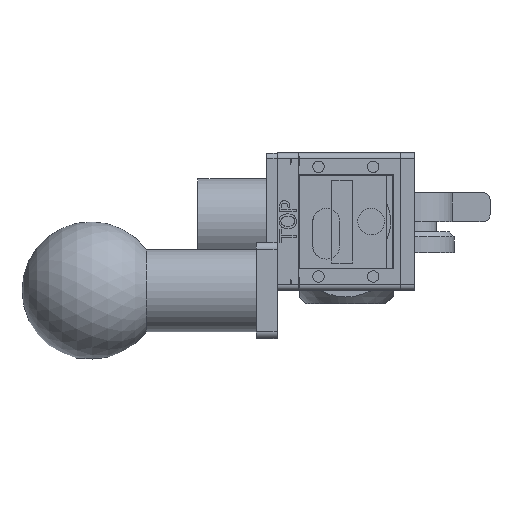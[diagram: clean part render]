
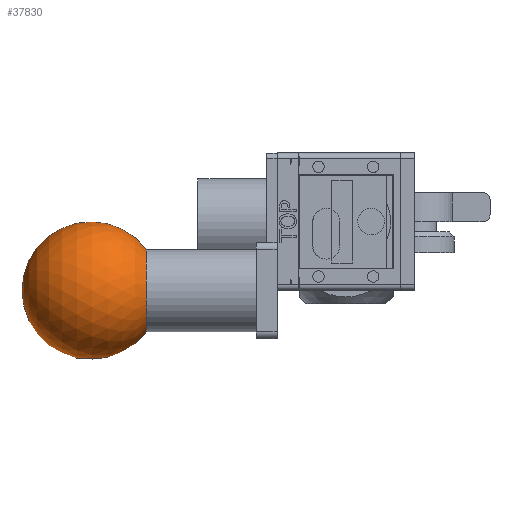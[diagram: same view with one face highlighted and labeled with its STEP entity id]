
A CAD part, left-side view. The second image highlights one B-rep face of the part: STEP entity #37830.
In plain terms, the highlighted spherical face has radius 25 mm.
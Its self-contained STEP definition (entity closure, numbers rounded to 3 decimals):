
#168=SPHERICAL_SURFACE('',#41067,25.);
#3112=CIRCLE('',#41068,15.);
#3113=CIRCLE('',#41069,25.);
#4916=FACE_OUTER_BOUND('',#7396,.T.);
#7396=EDGE_LOOP('',(#30524,#30525,#30526));
#17594=VERTEX_POINT('',#63167);
#17595=VERTEX_POINT('',#63169);
#22159=EDGE_CURVE('',#17594,#17594,#3112,.T.);
#22160=EDGE_CURVE('',#17595,#17594,#3113,.T.);
#30524=ORIENTED_EDGE('',*,*,#22159,.F.);
#30525=ORIENTED_EDGE('',*,*,#22160,.F.);
#30526=ORIENTED_EDGE('',*,*,#22160,.T.);
#37830=ADVANCED_FACE('',(#4916),#168,.T.);
#41067=AXIS2_PLACEMENT_3D('',#63166,#47409,#47410);
#41068=AXIS2_PLACEMENT_3D('',#63168,#47411,#47412);
#41069=AXIS2_PLACEMENT_3D('',#63170,#47413,#47414);
#47409=DIRECTION('center_axis',(0.,0.,1.));
#47410=DIRECTION('ref_axis',(1.,0.,0.));
#47411=DIRECTION('center_axis',(0.,0.,-1.));
#47412=DIRECTION('ref_axis',(1.,0.,0.));
#47413=DIRECTION('center_axis',(0.,-1.,0.));
#47414=DIRECTION('ref_axis',(-1.,0.,0.));
#63166=CARTESIAN_POINT('Origin',(25.,-25.,117.3));
#63167=CARTESIAN_POINT('',(10.,-25.,97.3));
#63168=CARTESIAN_POINT('Origin',(25.,-25.,97.3));
#63169=CARTESIAN_POINT('',(25.,-25.,142.3));
#63170=CARTESIAN_POINT('Origin',(25.,-25.,117.3));
